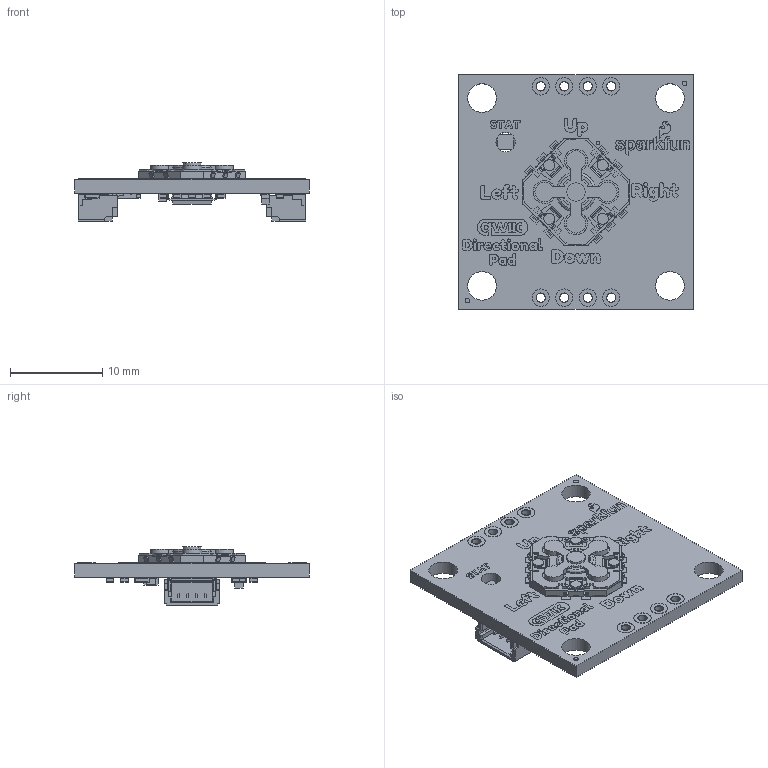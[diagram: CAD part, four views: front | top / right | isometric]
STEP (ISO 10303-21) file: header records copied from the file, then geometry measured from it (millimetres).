
FILE_DESCRIPTION(('KiCad electronic assembly'),'2;1');
FILE_NAME('SparkFun_Qwiic_Directional_Pad.step','2024-11-19T00:23:44',( 'Pcbnew'),('Kicad'),'Open CASCADE STEP processor 7.8', 'KiCad to STEP converter','Unknown');
FILE_SCHEMA(('AUTOMOTIVE_DESIGN { 1 0 10303 214 1 1 1 1 }'));
Length unit declared in the file: millimetre
Products named in the file (12): SparkFun_Qwiic_Directional_Pad 1; Navigation_SMD_9.9x9.9mm; R_0603_1608Metric; Qwiic-Horizontal; C_0603_1608Metric; TSSOP-16_4.4x5mm_P0.65mm; LED_0603_1608Metric_Red; LED_1206_3216Metric_Castellated_Green; SparkFun_Qwiic_Directional_Pad_copper; SparkFun_Qwiic_Directional_Pad_pad; SparkFun_Qwiic_Directional_Pad_silkscreen; SparkFun_Qwiic_Directional_Pad_PCB
Assembly tree (26 placements, depth 2):
  SparkFun_Qwiic_Directional_Pad 1
    Navigation_SMD_9.9x9.9mm
    R_0603_1608Metric  x15
    Qwiic-Horizontal  x2
    C_0603_1608Metric
    TSSOP-16_4.4x5mm_P0.65mm
    LED_0603_1608Metric_Red
    LED_1206_3216Metric_Castellated_Green
    SparkFun_Qwiic_Directional_Pad_copper
    SparkFun_Qwiic_Directional_Pad_pad
    SparkFun_Qwiic_Directional_Pad_silkscreen
    SparkFun_Qwiic_Directional_Pad_PCB
Bounding box: 25.4 x 25.4 x 6.33 mm (x, y, z)
Volume: 1134.1 mm3; surface area: 2775 mm2
Topology: 157 solids, 311 shells, 2839 faces, 10788 edges, 8440 vertices
Faces by surface type: plane 2140, cylinder 647, bspline 48, torus 4
Full cylindrical faces by diameter (mm): 0.5 x5, 0.966 x24, 1.016 x16, 1.88 x16, 2.1 x1, 3.1 x4
Entity records: 105176 total; most frequent: CARTESIAN_POINT 19737, DIRECTION 14871, ORIENTED_EDGE 14484, EDGE_CURVE 9192, LINE 7583, VECTOR 7583, VERTEX_POINT 7398, AXIS2_PLACEMENT_3D 3644
